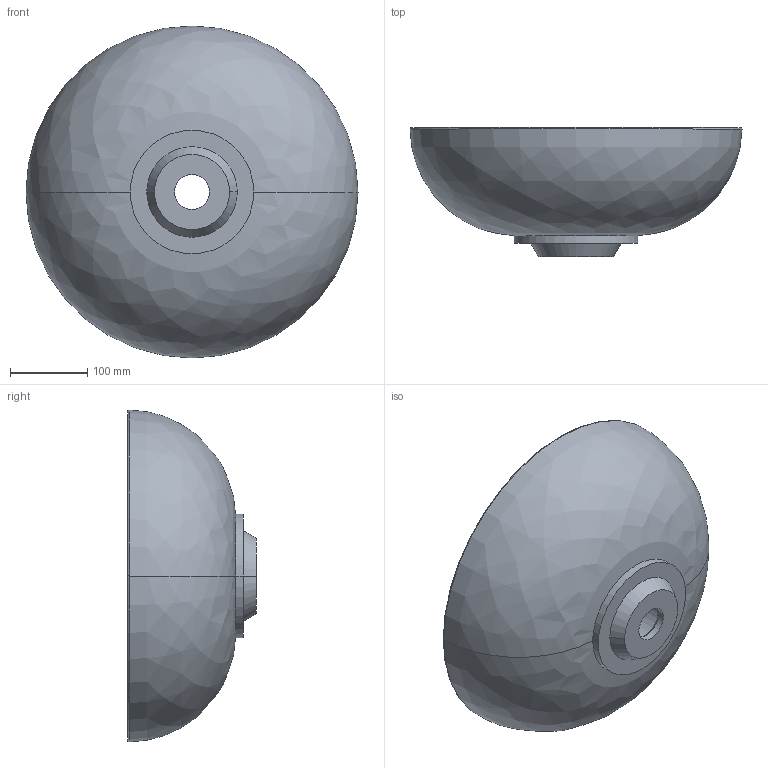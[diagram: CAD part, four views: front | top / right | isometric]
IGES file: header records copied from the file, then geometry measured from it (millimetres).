
Start section:  PTC IGES file: villa_430_v4.igs
Global section: file name: villa_430_v4.igs; native system: Creo Parametric by PTC Inc.; preprocessor: 2018190; author: IPelchen; organization: Unknown; date: 20190418.152547; units: millimetre
Bounding box: 429.97 x 167 x 429.97 mm (x, y, z)
Surface area: 478527.5 mm2 (no closed solid volume)
Topology: 0 solids, 0 shells, 29 faces, 116 edges, 116 vertices
Faces by surface type: revolution 26, bspline 3
